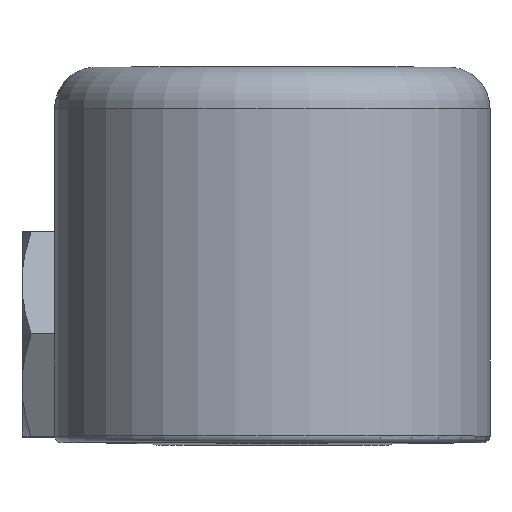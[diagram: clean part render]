
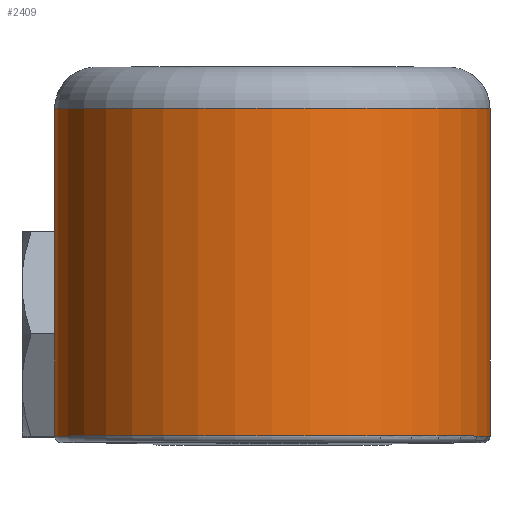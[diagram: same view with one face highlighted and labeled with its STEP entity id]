
A CAD part, top view. The second image highlights one B-rep face of the part: STEP entity #2409.
In plain terms, the highlighted cylindrical face has radius 25.4 mm (diameter 50.8 mm), a partial arc.
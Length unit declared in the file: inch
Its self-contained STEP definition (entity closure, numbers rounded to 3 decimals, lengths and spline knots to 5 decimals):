
#281=DIRECTION('',(0.,1.,0.));
#282=VECTOR('',#281,1.505);
#283=CARTESIAN_POINT('',(1.,0.03,0.));
#284=LINE('',#283,#282);
#730=CARTESIAN_POINT('',(0.,1.535,0.));
#731=DIRECTION('',(0.,1.,0.));
#732=DIRECTION('',(-1.,0.,0.));
#733=AXIS2_PLACEMENT_3D('',#730,#731,#732);
#738=DIRECTION('',(0.,1.,0.));
#739=VECTOR('',#738,1.505);
#740=CARTESIAN_POINT('',(-1.,0.03,0.));
#741=LINE('',#740,#739);
#753=CARTESIAN_POINT('',(0.,0.03,0.));
#754=DIRECTION('',(0.,-1.,0.));
#755=DIRECTION('',(1.,0.,0.));
#756=AXIS2_PLACEMENT_3D('',#753,#754,#755);
#1657=CARTESIAN_POINT('',(1.,1.535,0.));
#1658=VERTEX_POINT('',#1657);
#1661=CARTESIAN_POINT('',(-1.,1.535,0.));
#1662=VERTEX_POINT('',#1661);
#1694=CARTESIAN_POINT('',(1.,0.03,0.));
#1695=VERTEX_POINT('',#1694);
#1698=CARTESIAN_POINT('',(-1.,0.03,0.));
#1699=VERTEX_POINT('',#1698);
#2396=CARTESIAN_POINT('',(0.,0.,0.));
#2397=DIRECTION('',(0.,1.,0.));
#2398=DIRECTION('',(-1.,0.,0.));
#2399=AXIS2_PLACEMENT_3D('',#2396,#2397,#2398);
#2400=CYLINDRICAL_SURFACE('',#2399,1.);
#2401=ORIENTED_EDGE('',*,*,#2390,.T.);
#2402=ORIENTED_EDGE('',*,*,#2124,.F.);
#2404=ORIENTED_EDGE('',*,*,#2403,.T.);
#2406=ORIENTED_EDGE('',*,*,#2405,.T.);
#2407=EDGE_LOOP('',(#2401,#2402,#2404,#2406));
#2408=FACE_OUTER_BOUND('',#2407,.F.);
#734=CIRCLE('',#733,1.);
#757=CIRCLE('',#756,1.);
#2124=EDGE_CURVE('',#1695,#1658,#284,.T.);
#2390=EDGE_CURVE('',#1662,#1658,#734,.T.);
#2403=EDGE_CURVE('',#1695,#1699,#757,.T.);
#2405=EDGE_CURVE('',#1699,#1662,#741,.T.);
#2409=ADVANCED_FACE('',(#2408),#2400,.T.);
